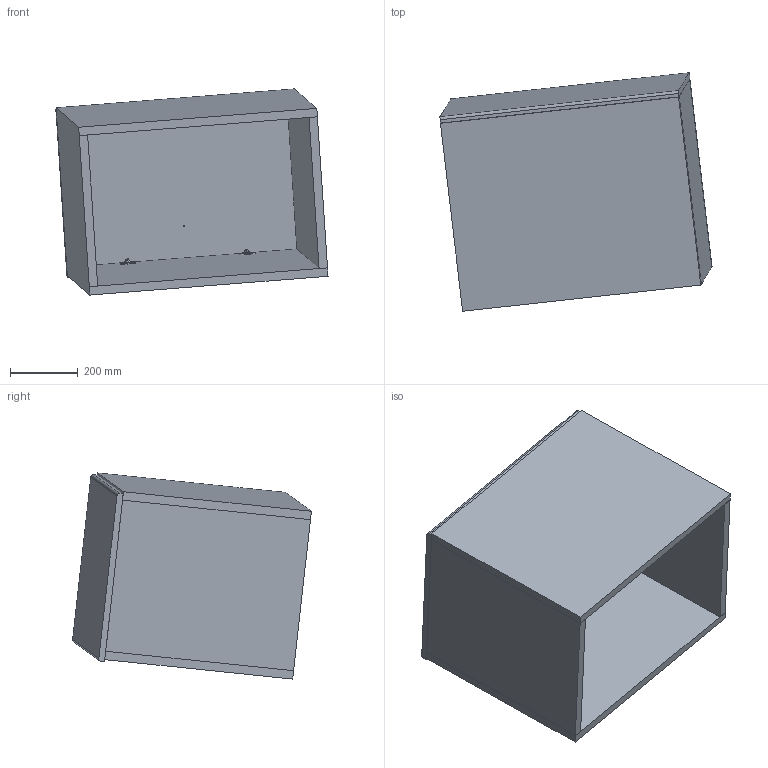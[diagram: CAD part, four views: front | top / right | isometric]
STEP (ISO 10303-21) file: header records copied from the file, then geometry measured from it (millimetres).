
FILE_DESCRIPTION(/* description */ (''),/* implementation_level */ '2;1');
FILE_NAME(/* name */ 'Single Cabinet with Hinges.stp',/* time_stamp */ '2015-10-03T15:41:47+03:00',/* author */ ('John'),/* organization */ (''),/* preprocessor_version */ 'ST-DEVELOPER v16.1',/* originating_system */ 'Autodesk Inventor 2016',/* authorisation */ '');
FILE_SCHEMA (('AUTOMOTIVE_DESIGN { 1 0 10303 214 3 1 1 }'));
Length unit declared in the file: millimetre
Products named in the file (14): inside left of modular; 230-P4W-32T_B; 230-P4W-32T_A; 230-P4W-32T; wall cabinet with Hinge; door; 230-26_19T_A; 230-26_19T_B; 230-26_19T_D; 230-26_19T_C; 230-26_19T; door_1; modular up and down; Single Cabinet with Hinges
Assembly tree (17 placements, depth 4):
  Single Cabinet with Hinges
    wall cabinet with Hinge  x2
      inside left of modular
      230-P4W-32T
        230-P4W-32T_B
        230-P4W-32T_A
    door_1
      door
      230-26_19T  x2
        230-26_19T_A
        230-26_19T_B
        230-26_19T_D
        230-26_19T_C
    modular up and down  x2
Bounding box: 803.76 x 705.47 x 609.1 mm (x, y, z)
Volume: 38988468.2 mm3; surface area: 3641017.6 mm2
Topology: 21 solids, 21 shells, 877 faces, 2332 edges, 1543 vertices
Faces by surface type: plane 622, cylinder 235, cone 20
Full cylindrical faces by diameter (mm): 2 x34, 2.5 x32, 3 x1, 4 x16, 7 x4, 7.2 x2, 8.3 x2, 35 x2
Entity records: 10860 total; most frequent: DIRECTION 1841, CARTESIAN_POINT 1834, ORIENTED_EDGE 1708, EDGE_CURVE 854, LINE 629, VECTOR 629, AXIS2_PLACEMENT_3D 606, VERTEX_POINT 599
